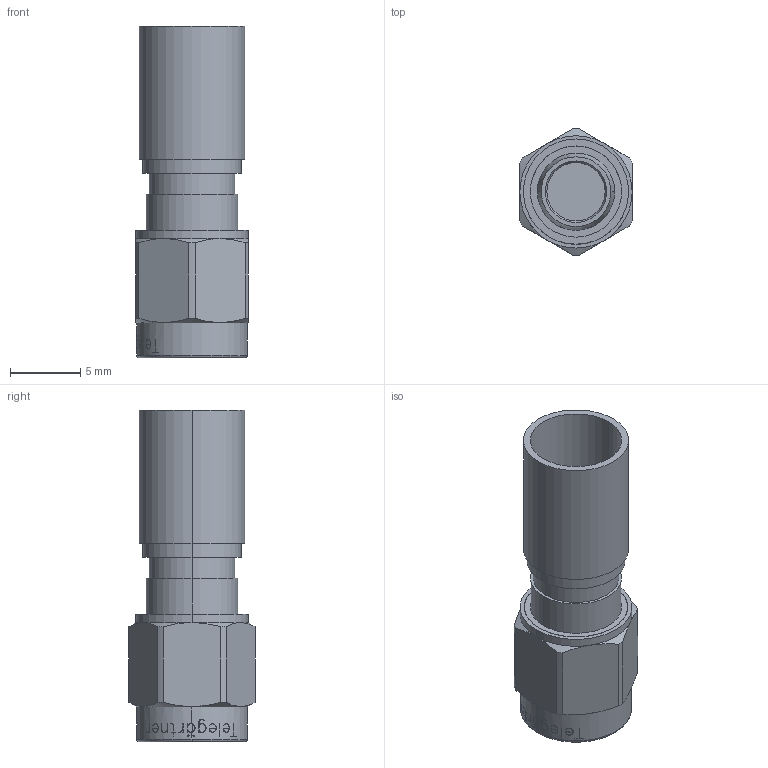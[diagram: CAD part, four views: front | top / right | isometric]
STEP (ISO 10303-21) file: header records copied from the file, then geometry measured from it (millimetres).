
FILE_DESCRIPTION((''),'2;1');
FILE_NAME('CAD-8776','2023-08-15T11:28:14',('creinig-se'),(''),'CREO PARAMETRIC BY PTC INC, 2022284','CREO PARAMETRIC BY PTC INC, 2022284','');
FILE_SCHEMA(('CONFIG_CONTROL_DESIGN','SHAPE_APPEARANCE_LAYERS_GROUPS'));
Length unit declared in the file: millimetre
Products named in the file (1): CAD-8776
Bounding box: 8 x 9 x 23.65 mm (x, y, z)
Volume: 798.9 mm3; surface area: 979.9 mm2
Topology: 1 solids, 1 shells, 358 faces, 964 edges, 634 vertices
Faces by surface type: bspline 158, plane 124, cylinder 56, cone 16, torus 2, sphere 2
Entity records: 17699 total; most frequent: CARTESIAN_POINT 5709, ORIENTED_EDGE 1924, DIRECTION 1853, PRESENTATION_STYLE_ASSIGNMENT 967, STYLED_ITEM 963, CURVE_STYLE 962, EDGE_CURVE 962, AXIS2_PLACEMENT_3D 711
